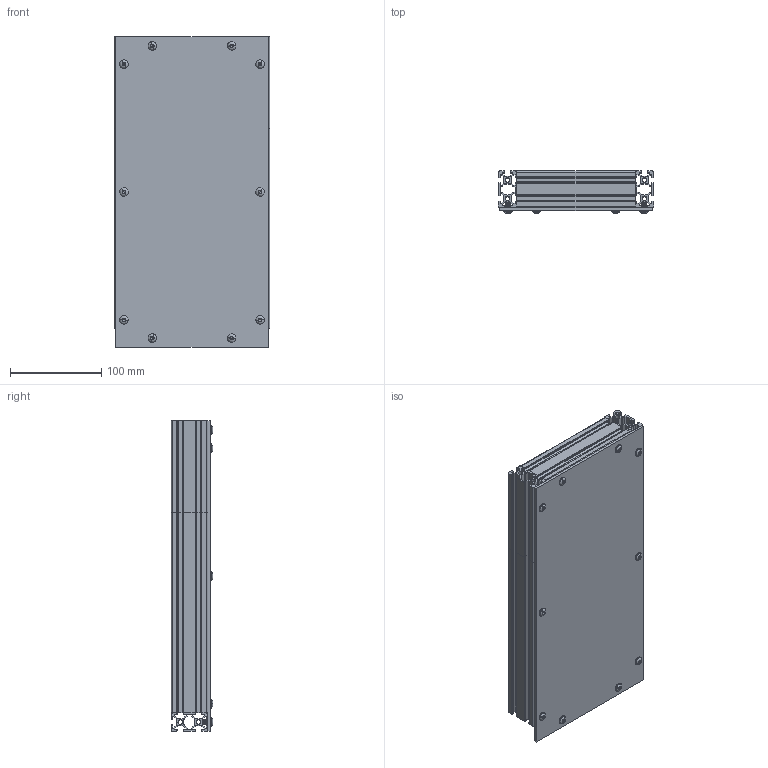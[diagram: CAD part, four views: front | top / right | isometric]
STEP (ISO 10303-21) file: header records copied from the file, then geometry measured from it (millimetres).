
FILE_DESCRIPTION (( 'STEP AP214' ), '1' );
FILE_NAME ('Estacion1.STEP', '2024-10-09T21:30:43', ( '' ), ( '' ), 'SwSTEP 2.0', 'SolidWorks 2023', '' );
FILE_SCHEMA (( 'AUTOMOTIVE_DESIGN' ));
Length unit declared in the file: millimetre
Products named in the file (5): Profile 130mm; Estacion1; Profile 268mm_Predeterminado; base_Inferior_Predeterminado; Tornillo_union_G_Predeterminado
Assembly tree (15 placements, depth 2):
  Estacion1
    base_Inferior_Predeterminado
    Profile 130mm  x2
    Profile 268mm_Predeterminado  x2
    Tornillo_union_G_Predeterminado  x10
Bounding box: 170 x 45.7 x 340 mm (x, y, z)
Volume: 492305.7 mm3; surface area: 469113.6 mm2
Topology: 17 solids, 27 shells, 1694 faces, 4730 edges, 3080 vertices
Faces by surface type: cylinder 796, plane 768, bspline 70, torus 40, sphere 10, cone 10
Entity records: 22095 total; most frequent: CARTESIAN_POINT 8051, ORIENTED_EDGE 3026, DIRECTION 2762, EDGE_CURVE 1513, LINE 1108, VECTOR 1108, VERTEX_POINT 1003, AXIS2_PLACEMENT_3D 827
